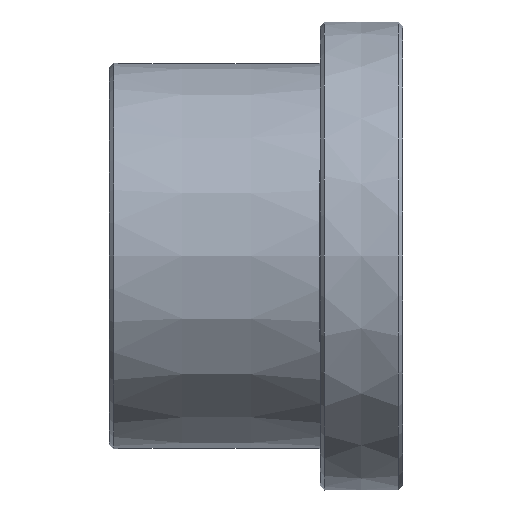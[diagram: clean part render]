
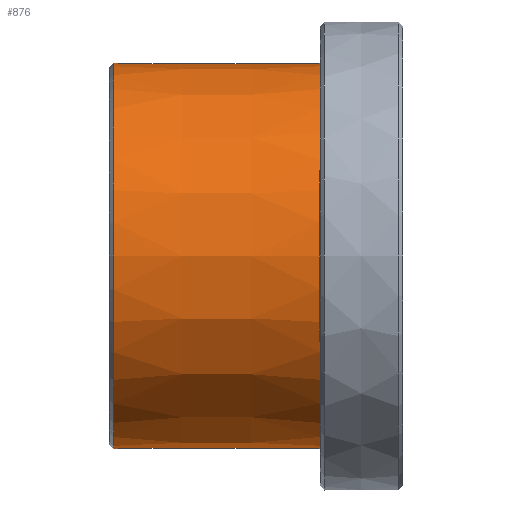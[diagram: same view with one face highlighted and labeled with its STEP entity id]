
A CAD part, front view. The second image highlights one B-rep face of the part: STEP entity #876.
In plain terms, the highlighted conical face has half-angle 0.015 degrees and reference radius 14 mm.
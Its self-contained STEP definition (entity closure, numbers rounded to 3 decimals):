
#70 = CARTESIAN_POINT ( 'NONE',  ( 7604.579, -204.012, 0. ) ) ;
#127 = ORIENTED_EDGE ( 'NONE', *, *, #770, .T. ) ;
#150 = DIRECTION ( 'NONE',  ( -1., 0., 0. ) ) ;
#168 = CARTESIAN_POINT ( 'NONE',  ( 7589.577, -218.011, 0. ) ) ;
#187 = AXIS2_PLACEMENT_3D ( 'NONE', #847, #414, #769 ) ;
#207 = VERTEX_POINT ( 'NONE', #925 ) ;
#294 = FACE_BOUND ( 'NONE', #614, .T. ) ;
#351 = ORIENTED_EDGE ( 'NONE', *, *, #605, .T. ) ;
#412 = VERTEX_POINT ( 'NONE', #168 ) ;
#414 = DIRECTION ( 'NONE',  ( 1., 0., 0. ) ) ;
#421 = AXIS2_PLACEMENT_3D ( 'NONE', #70, #150, #716 ) ;
#448 = AXIS2_PLACEMENT_3D ( 'NONE', #572, #864, #611 ) ;
#477 = CIRCLE ( 'NONE', #187, 14. ) ;
#572 = CARTESIAN_POINT ( 'NONE',  ( 7589.578, -204.011, 0. ) ) ;
#580 = CIRCLE ( 'NONE', #421, 13.996 ) ;
#605 = EDGE_CURVE ( 'NONE', #412, #412, #477, .T. ) ;
#611 = DIRECTION ( 'NONE',  ( 0., -1., 0. ) ) ;
#614 = EDGE_LOOP ( 'NONE', ( #127 ) ) ;
#622 = CONICAL_SURFACE ( 'NONE', #448, 14., 0. ) ;
#716 = DIRECTION ( 'NONE',  ( 0., -1., 0. ) ) ;
#769 = DIRECTION ( 'NONE',  ( 0., -1., 0. ) ) ;
#770 = EDGE_CURVE ( 'NONE', #207, #207, #580, .T. ) ;
#813 = EDGE_LOOP ( 'NONE', ( #351 ) ) ;
#847 = CARTESIAN_POINT ( 'NONE',  ( 7589.578, -204.011, 0. ) ) ;
#864 = DIRECTION ( 'NONE',  ( -1., 0., 0. ) ) ;
#876 = ADVANCED_FACE ( 'NONE', ( #941, #294 ), #622, .T. ) ;
#925 = CARTESIAN_POINT ( 'NONE',  ( 7604.578, -218.008, 0. ) ) ;
#941 = FACE_OUTER_BOUND ( 'NONE', #813, .T. ) ;
